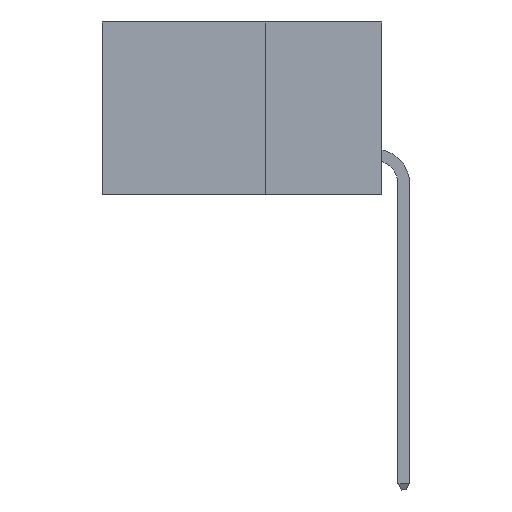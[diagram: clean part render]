
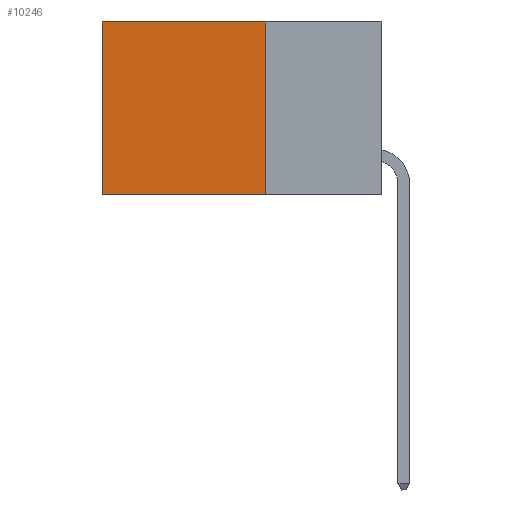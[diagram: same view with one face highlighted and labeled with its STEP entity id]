
A CAD part, left-side view. The second image highlights one B-rep face of the part: STEP entity #10246.
In plain terms, the highlighted planar face has unit normal (-1, 0, 0).
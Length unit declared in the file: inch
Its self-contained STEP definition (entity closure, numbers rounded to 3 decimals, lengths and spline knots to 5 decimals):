
#251 = CARTESIAN_POINT ( 'NONE',  ( 0.2875, 0.6, -0.37 ) ) ;
#3951 = EDGE_CURVE ( 'NONE', #27416, #20674, #7584, .T. ) ;
#4841 = ORIENTED_EDGE ( 'NONE', *, *, #29000, .F. ) ;
#5510 = DIRECTION ( 'NONE',  ( 0., 0., -1. ) ) ;
#6644 = ORIENTED_EDGE ( 'NONE', *, *, #33603, .T. ) ;
#7584 = LINE ( 'NONE', #28935, #39219 ) ;
#8900 = CARTESIAN_POINT ( 'NONE',  ( 0.2875, 0.25, 0. ) ) ;
#9349 = CARTESIAN_POINT ( 'NONE',  ( 0.2875, 0.25, -0.37 ) ) ;
#10158 = VECTOR ( 'NONE', #32338, 39.37008 ) ;
#10246 = ADVANCED_FACE ( 'NONE', ( #25461 ), #10708, .F. ) ;
#10708 = PLANE ( 'NONE',  #13485 ) ;
#12007 = DIRECTION ( 'NONE',  ( 0., 1., 0. ) ) ;
#13485 = AXIS2_PLACEMENT_3D ( 'NONE', #32150, #13785, #35204 ) ;
#13723 = LINE ( 'NONE', #14709, #28081 ) ;
#13785 = DIRECTION ( 'NONE',  ( 1., 0., 0. ) ) ;
#13829 = VERTEX_POINT ( 'NONE', #9349 ) ;
#14510 = ORIENTED_EDGE ( 'NONE', *, *, #3951, .T. ) ;
#14709 = CARTESIAN_POINT ( 'NONE',  ( 0.2875, 0.25, 0. ) ) ;
#16327 = CARTESIAN_POINT ( 'NONE',  ( 0.2875, 0.25, 0. ) ) ;
#19772 = LINE ( 'NONE', #8900, #26958 ) ;
#19801 = DIRECTION ( 'NONE',  ( 0., 0., -1. ) ) ;
#20092 = CARTESIAN_POINT ( 'NONE',  ( 0.2875, 0.25, -0.37 ) ) ;
#20674 = VERTEX_POINT ( 'NONE', #251 ) ;
#20918 = EDGE_LOOP ( 'NONE', ( #14510, #28846, #4841, #6644 ) ) ;
#21056 = EDGE_CURVE ( 'NONE', #13829, #20674, #34583, .T. ) ;
#25461 = FACE_OUTER_BOUND ( 'NONE', #20918, .T. ) ;
#26958 = VECTOR ( 'NONE', #12007, 39.37008 ) ;
#27416 = VERTEX_POINT ( 'NONE', #34455 ) ;
#28081 = VECTOR ( 'NONE', #5510, 39.37008 ) ;
#28846 = ORIENTED_EDGE ( 'NONE', *, *, #21056, .F. ) ;
#28935 = CARTESIAN_POINT ( 'NONE',  ( 0.2875, 0.6, 0. ) ) ;
#29000 = EDGE_CURVE ( 'NONE', #37286, #13829, #13723, .T. ) ;
#32150 = CARTESIAN_POINT ( 'NONE',  ( 0.2875, 0.25, 0. ) ) ;
#32338 = DIRECTION ( 'NONE',  ( 0., 1., 0. ) ) ;
#33603 = EDGE_CURVE ( 'NONE', #37286, #27416, #19772, .T. ) ;
#34455 = CARTESIAN_POINT ( 'NONE',  ( 0.2875, 0.6, 0. ) ) ;
#34583 = LINE ( 'NONE', #20092, #10158 ) ;
#35204 = DIRECTION ( 'NONE',  ( 0., 0., -1. ) ) ;
#37286 = VERTEX_POINT ( 'NONE', #16327 ) ;
#39219 = VECTOR ( 'NONE', #19801, 39.37008 ) ;
